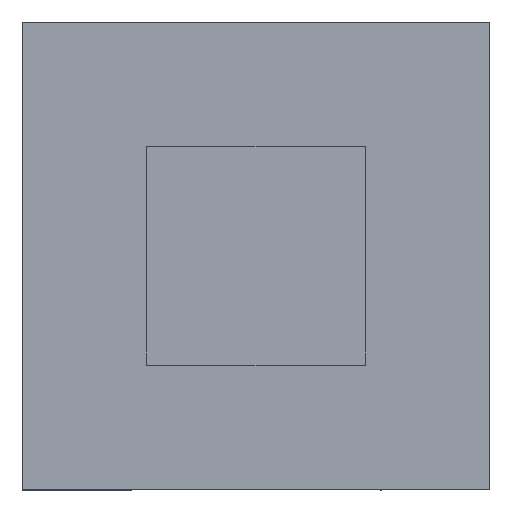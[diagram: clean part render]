
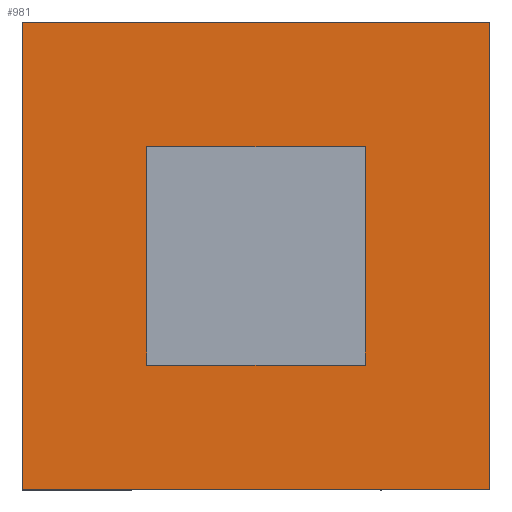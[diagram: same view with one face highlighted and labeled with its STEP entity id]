
A CAD part, top view. The second image highlights one B-rep face of the part: STEP entity #981.
In plain terms, the highlighted planar face has unit normal (0, 0, 1).
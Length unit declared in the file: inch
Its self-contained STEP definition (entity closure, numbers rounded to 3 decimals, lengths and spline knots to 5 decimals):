
#14=FACE_BOUND('',#71,.T.);
#20=FACE_OUTER_BOUND('',#70,.T.);
#70=EDGE_LOOP('',(#624,#625,#626,#627));
#71=EDGE_LOOP('',(#628,#629,#630,#631));
#118=LINE('',#1337,#252);
#122=LINE('',#1345,#256);
#125=LINE('',#1351,#259);
#128=LINE('',#1356,#262);
#130=LINE('',#1361,#264);
#131=LINE('',#1363,#265);
#132=LINE('',#1365,#266);
#133=LINE('',#1366,#267);
#252=VECTOR('',#1101,0.3937);
#256=VECTOR('',#1107,0.3937);
#259=VECTOR('',#1112,0.3937);
#262=VECTOR('',#1117,0.3937);
#264=VECTOR('',#1121,0.3937);
#265=VECTOR('',#1122,0.3937);
#266=VECTOR('',#1123,0.3937);
#267=VECTOR('',#1124,0.3937);
#386=VERTEX_POINT('',#1335);
#387=VERTEX_POINT('',#1336);
#390=VERTEX_POINT('',#1344);
#392=VERTEX_POINT('',#1350);
#394=VERTEX_POINT('',#1359);
#395=VERTEX_POINT('',#1360);
#396=VERTEX_POINT('',#1362);
#397=VERTEX_POINT('',#1364);
#474=EDGE_CURVE('',#386,#387,#118,.T.);
#478=EDGE_CURVE('',#387,#390,#122,.T.);
#481=EDGE_CURVE('',#390,#392,#125,.T.);
#484=EDGE_CURVE('',#392,#386,#128,.T.);
#486=EDGE_CURVE('',#394,#395,#130,.T.);
#487=EDGE_CURVE('',#396,#394,#131,.T.);
#488=EDGE_CURVE('',#397,#396,#132,.T.);
#489=EDGE_CURVE('',#395,#397,#133,.T.);
#624=ORIENTED_EDGE('',*,*,#474,.F.);
#625=ORIENTED_EDGE('',*,*,#484,.F.);
#626=ORIENTED_EDGE('',*,*,#481,.F.);
#627=ORIENTED_EDGE('',*,*,#478,.F.);
#628=ORIENTED_EDGE('',*,*,#486,.F.);
#629=ORIENTED_EDGE('',*,*,#487,.F.);
#630=ORIENTED_EDGE('',*,*,#488,.F.);
#631=ORIENTED_EDGE('',*,*,#489,.F.);
#880=PLANE('',#1051);
#981=ADVANCED_FACE('',(#20,#14),#880,.T.);
#1051=AXIS2_PLACEMENT_3D('',#1358,#1119,#1120);
#1101=DIRECTION('',(0.,1.,0.));
#1107=DIRECTION('',(1.,0.,0.));
#1112=DIRECTION('',(0.,-1.,0.));
#1117=DIRECTION('',(-1.,0.,0.));
#1119=DIRECTION('center_axis',(0.,0.,1.));
#1120=DIRECTION('ref_axis',(-1.,0.,0.));
#1121=DIRECTION('',(0.,-1.,0.));
#1122=DIRECTION('',(-1.,0.,0.));
#1123=DIRECTION('',(0.,1.,0.));
#1124=DIRECTION('',(1.,0.,0.));
#1335=CARTESIAN_POINT('',(-0.14764,-0.14764,0.09055));
#1336=CARTESIAN_POINT('',(-0.14764,0.14764,0.09055));
#1337=CARTESIAN_POINT('',(-0.14764,-0.14764,0.09055));
#1344=CARTESIAN_POINT('',(0.14764,0.14764,0.09055));
#1345=CARTESIAN_POINT('',(-0.14764,0.14764,0.09055));
#1350=CARTESIAN_POINT('',(0.14764,-0.14764,0.09055));
#1351=CARTESIAN_POINT('',(0.14764,0.14764,0.09055));
#1356=CARTESIAN_POINT('',(0.14764,-0.14764,0.09055));
#1358=CARTESIAN_POINT('Origin',(0.,0.,
0.09055));
#1359=CARTESIAN_POINT('',(-0.0689,0.0689,0.09055));
#1360=CARTESIAN_POINT('',(-0.0689,-0.0689,0.09055));
#1361=CARTESIAN_POINT('',(-0.0689,0.03445,0.09055));
#1362=CARTESIAN_POINT('',(0.0689,0.0689,0.09055));
#1363=CARTESIAN_POINT('',(0.03445,0.0689,0.09055));
#1364=CARTESIAN_POINT('',(0.0689,-0.0689,0.09055));
#1365=CARTESIAN_POINT('',(0.0689,-0.03445,0.09055));
#1366=CARTESIAN_POINT('',(-0.03445,-0.0689,0.09055));
